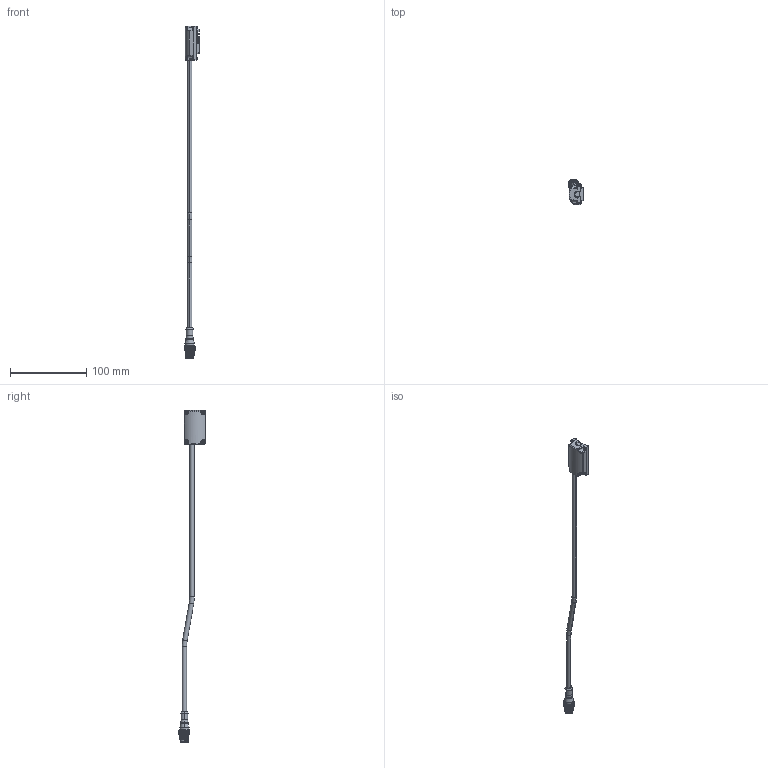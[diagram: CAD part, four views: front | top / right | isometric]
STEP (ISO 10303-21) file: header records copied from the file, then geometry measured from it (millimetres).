
FILE_DESCRIPTION((''),'2;1');
FILE_NAME('238300_SM01_ASM','2024-05-17T11:08:16',('banengservice'),('BANNER ENGINEERING'),'CREO PARAMETRIC BY PTC INC, 2022414','CREO PARAMETRIC BY PTC INC, 2022414','');
FILE_SCHEMA(('CONFIG_CONTROL_DESIGN'));
Products named in the file (4): 238300_EP1; 238300_EP2; 238300_EP3; 238300_SM01_ASM
Assembly tree (3 placements, depth 2):
  238300_SM01_ASM
    238300_EP1
    238300_EP2
    238300_EP3
Bounding box: 20.65 x 34.55 x 434.6 mm (x, y, z)
Volume: 29205.7 mm3; surface area: 15254.8 mm2
Topology: 3 solids, 10 shells, 3457 faces, 8361 edges, 5073 vertices
Faces by surface type: bspline 1316, plane 1130, cylinder 916, cone 64, sphere 16, torus 15
Entity records: 135912 total; most frequent: CARTESIAN_POINT 65610, ORIENTED_EDGE 16702, DIRECTION 10396, EDGE_CURVE 8351, VERTEX_POINT 5073, EDGE_LOOP 3734, B_SPLINE_CURVE_WITH_KNOTS 3548, VECTOR 3506
